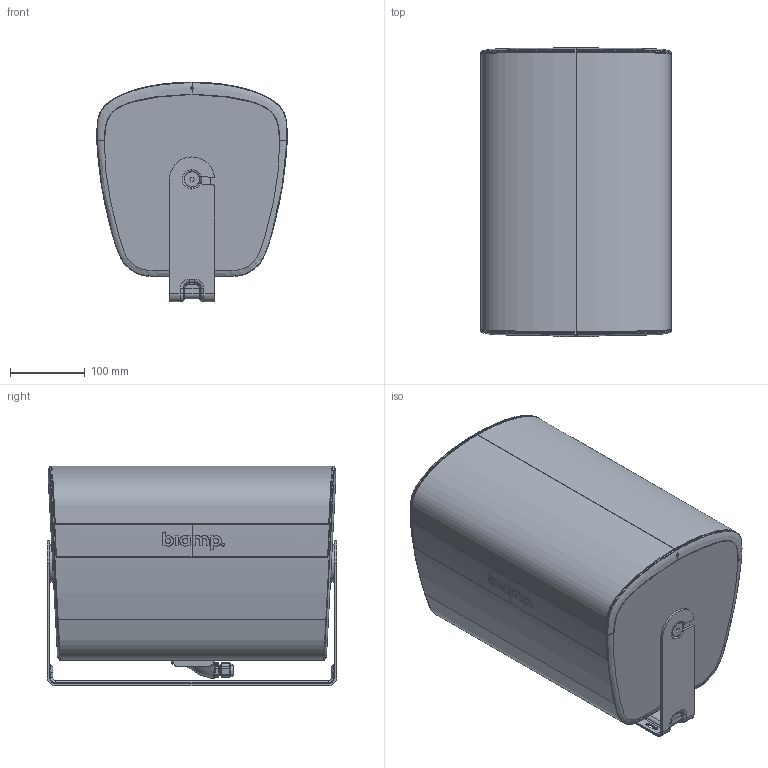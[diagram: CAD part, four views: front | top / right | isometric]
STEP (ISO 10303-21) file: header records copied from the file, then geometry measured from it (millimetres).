
FILE_DESCRIPTION (( 'STEP AP203' ), '1' );
FILE_NAME ('851.0843_DX-S8 WITH U-BRACKET_FOR WEB.900.step', '2023-05-26T02:18:49', ( '' ), ( '' ), 'SwSTEP 2.0', 'SolidWorks 2021', '' );
FILE_SCHEMA (( 'CONFIG_CONTROL_DESIGN' ));
Products named in the file (1): 851.0843_DX-S8 WITH U-BRACKET_FOR WEB.900
Bounding box: 255.21 x 387.05 x 294.1 mm (x, y, z)
Volume: 20987690.7 mm3; surface area: 1032579.6 mm2
Topology: 10 solids, 11 shells, 1528 faces, 3858 edges, 2398 vertices
Faces by surface type: bspline 552, plane 531, cylinder 270, cone 117, torus 50, sphere 8
Entity records: 95650 total; most frequent: CARTESIAN_POINT 63583, ORIENTED_EDGE 7708, DIRECTION 4914, EDGE_CURVE 3854, VERTEX_POINT 2398, AXIS2_PLACEMENT_3D 1661, EDGE_LOOP 1628, VECTOR 1592
